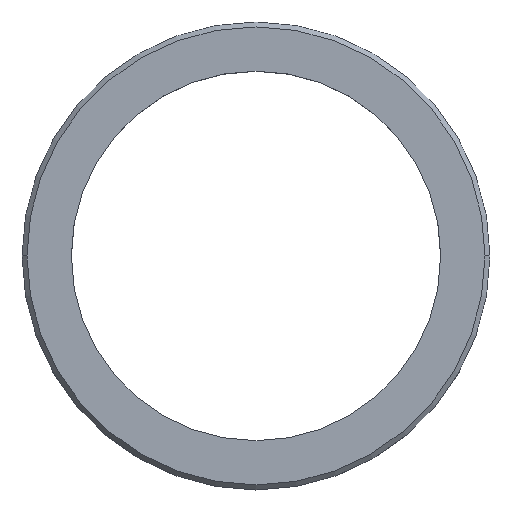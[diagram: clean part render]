
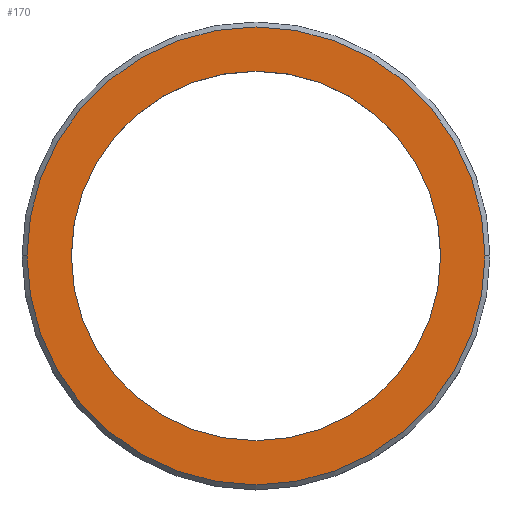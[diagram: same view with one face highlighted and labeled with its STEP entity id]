
A CAD part, top view. The second image highlights one B-rep face of the part: STEP entity #170.
In plain terms, the highlighted planar face has unit normal (0, 0, 1).
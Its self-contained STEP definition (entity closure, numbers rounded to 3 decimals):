
#9 = PLANE ( 'NONE',  #276 ) ;
#15 = VERTEX_POINT ( 'NONE', #64 ) ;
#17 = DIRECTION ( 'NONE',  ( 0., 0., 1. ) ) ;
#34 = ORIENTED_EDGE ( 'NONE', *, *, #298, .T. ) ;
#41 = CARTESIAN_POINT ( 'NONE',  ( 18.6, 0., 6.5 ) ) ;
#42 = EDGE_CURVE ( 'NONE', #195, #302, #121, .T. ) ;
#43 = CARTESIAN_POINT ( 'NONE',  ( 0., 0., 6.5 ) ) ;
#50 = EDGE_LOOP ( 'NONE', ( #231, #34 ) ) ;
#53 = CIRCLE ( 'NONE', #164, 18.6 ) ;
#60 = FACE_OUTER_BOUND ( 'NONE', #50, .T. ) ;
#64 = CARTESIAN_POINT ( 'NONE',  ( -18.6, 0., 6.5 ) ) ;
#67 = AXIS2_PLACEMENT_3D ( 'NONE', #286, #17, #310 ) ;
#68 = CARTESIAN_POINT ( 'NONE',  ( -15., 0., 6.5 ) ) ;
#72 = EDGE_LOOP ( 'NONE', ( #293, #162 ) ) ;
#76 = DIRECTION ( 'NONE',  ( 1., 0., 0. ) ) ;
#87 = CIRCLE ( 'NONE', #127, 18.6 ) ;
#97 = DIRECTION ( 'NONE',  ( 0., 0., 1. ) ) ;
#112 = DIRECTION ( 'NONE',  ( 1., 0., 0. ) ) ;
#120 = AXIS2_PLACEMENT_3D ( 'NONE', #244, #97, #208 ) ;
#121 = CIRCLE ( 'NONE', #120, 15. ) ;
#123 = CIRCLE ( 'NONE', #67, 15. ) ;
#127 = AXIS2_PLACEMENT_3D ( 'NONE', #189, #131, #112 ) ;
#131 = DIRECTION ( 'NONE',  ( 0., 0., 1. ) ) ;
#162 = ORIENTED_EDGE ( 'NONE', *, *, #42, .F. ) ;
#164 = AXIS2_PLACEMENT_3D ( 'NONE', #43, #314, #193 ) ;
#170 = ADVANCED_FACE ( 'NONE', ( #60, #206 ), #9, .T. ) ;
#189 = CARTESIAN_POINT ( 'NONE',  ( 0., 0., 6.5 ) ) ;
#193 = DIRECTION ( 'NONE',  ( 1., 0., 0. ) ) ;
#195 = VERTEX_POINT ( 'NONE', #267 ) ;
#205 = DIRECTION ( 'NONE',  ( 0., 0., 1. ) ) ;
#206 = FACE_BOUND ( 'NONE', #72, .T. ) ;
#208 = DIRECTION ( 'NONE',  ( 1., 0., 0. ) ) ;
#226 = EDGE_CURVE ( 'NONE', #15, #311, #87, .T. ) ;
#228 = CARTESIAN_POINT ( 'NONE',  ( 0., 0., 6.5 ) ) ;
#231 = ORIENTED_EDGE ( 'NONE', *, *, #226, .T. ) ;
#244 = CARTESIAN_POINT ( 'NONE',  ( 0., 0., 6.5 ) ) ;
#248 = EDGE_CURVE ( 'NONE', #302, #195, #123, .T. ) ;
#267 = CARTESIAN_POINT ( 'NONE',  ( 15., 0., 6.5 ) ) ;
#276 = AXIS2_PLACEMENT_3D ( 'NONE', #228, #205, #76 ) ;
#286 = CARTESIAN_POINT ( 'NONE',  ( 0., 0., 6.5 ) ) ;
#293 = ORIENTED_EDGE ( 'NONE', *, *, #248, .F. ) ;
#298 = EDGE_CURVE ( 'NONE', #311, #15, #53, .T. ) ;
#302 = VERTEX_POINT ( 'NONE', #68 ) ;
#310 = DIRECTION ( 'NONE',  ( 1., 0., 0. ) ) ;
#311 = VERTEX_POINT ( 'NONE', #41 ) ;
#314 = DIRECTION ( 'NONE',  ( 0., 0., 1. ) ) ;
